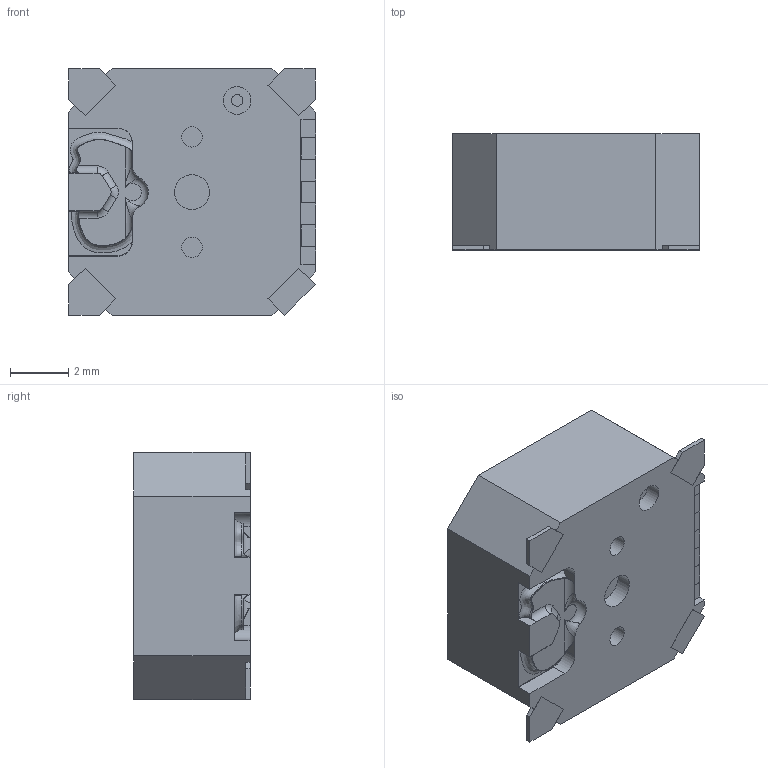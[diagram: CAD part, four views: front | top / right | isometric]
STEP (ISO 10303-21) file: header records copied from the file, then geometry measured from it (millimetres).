
FILE_DESCRIPTION(/* description */ (''),/* implementation_level */ '2;1');
FILE_NAME(/* name */ 'SMT-0825-S-2-R.ipt.step',/* time_stamp */ '2024-02-07T22:39:38-05:00',/* author */ ('J.D.'),/* organization */ (''),/* preprocessor_version */ 'ST-DEVELOPER v20',/* originating_system */ 'Autodesk Inventor 2024',/* authorisation */ '');
FILE_SCHEMA (('AUTOMOTIVE_DESIGN { 1 0 10303 214 3 1 1 }'));
Length unit declared in the file: millimetre
Products named in the file (1): SMT-0825-S-2-R
Bounding box: 8.5 x 4 x 8.5 mm (x, y, z)
Volume: 183.7 mm3; surface area: 497.7 mm2
Topology: 1 solids, 1 shells, 189 faces, 519 edges, 337 vertices
Faces by surface type: plane 142, cylinder 31, bspline 12, torus 4
Full cylindrical faces by diameter (mm): 0.399 x1, 0.7 x2, 0.95 x2, 1.1 x1, 1.2 x2, 1.25 x1, 3 x1, 3.9 x1, 3.95 x1
Entity records: 7730 total; most frequent: CARTESIAN_POINT 2745, ORIENTED_EDGE 1034, DIRECTION 902, EDGE_CURVE 517, LINE 398, VECTOR 398, VERTEX_POINT 337, AXIS2_PLACEMENT_3D 252
